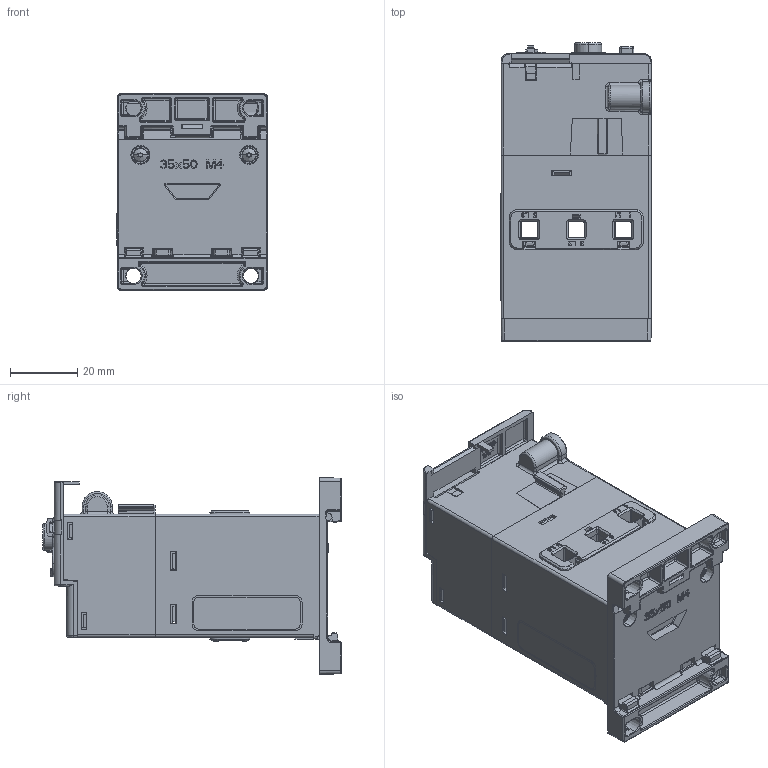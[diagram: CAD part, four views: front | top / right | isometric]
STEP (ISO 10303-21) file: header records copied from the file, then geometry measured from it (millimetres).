
FILE_DESCRIPTION((''),'2;1');
FILE_NAME('40751-518-01_SW0001','2011-01-10T',('GLLehman'),('Rockwell Automation'),'PRO/ENGINEER BY PARAMETRIC TECHNOLOGY CORPORATION, 2005110','PRO/ENGINEER BY PARAMETRIC TECHNOLOGY CORPORATION, 2005110','');
FILE_SCHEMA(('CONFIG_CONTROL_DESIGN'));
Products named in the file (1): 40751-518-01_SW0001
Bounding box: 44.93 x 88.95 x 58.6 mm (x, y, z)
Surface area: 85772 mm2 (no closed solid volume)
Topology: 0 solids, 330 shells, 5043 faces, 18959 edges, 13872 vertices
Faces by surface type: plane 3177, cylinder 1362, bspline 235, cone 120, torus 86, sphere 63
Entity records: 213366 total; most frequent: CARTESIAN_POINT 59820, ORIENTED_EDGE 29418, DIRECTION 29403, EDGE_CURVE 18956, VECTOR 14487, LINE 14487, VERTEX_POINT 13871, AXIS2_PLACEMENT_3D 7458
